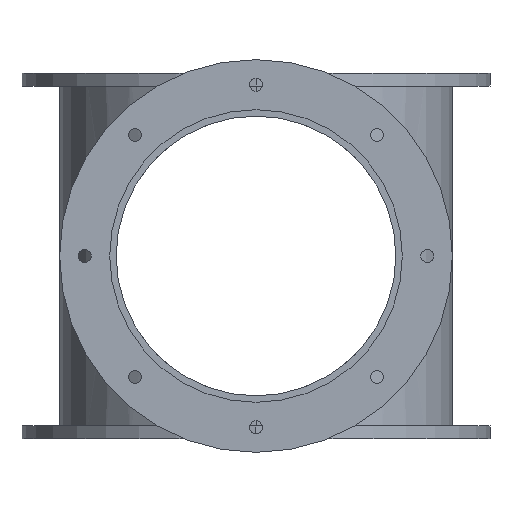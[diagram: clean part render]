
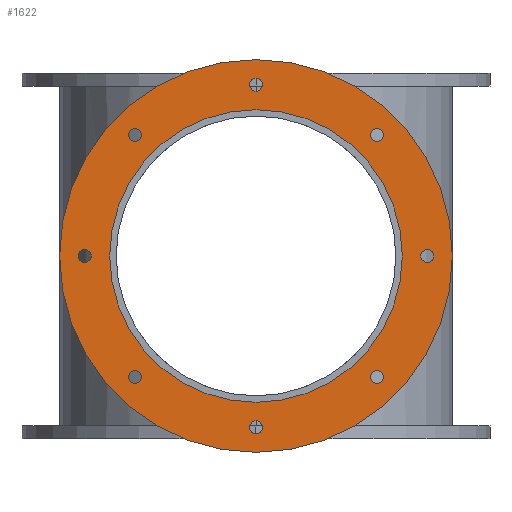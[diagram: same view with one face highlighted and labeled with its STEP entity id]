
A CAD part, left-side view. The second image highlights one B-rep face of the part: STEP entity #1622.
In plain terms, the highlighted planar face has unit normal (-1, 0, 0).
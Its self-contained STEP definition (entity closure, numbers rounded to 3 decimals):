
#1169=CARTESIAN_POINT('Axis2P3D Location',(-287.5,159.25,0.)) ;
#1173=CARTESIAN_POINT('Vertex',(-287.5,153.25,0.)) ;
#1175=CARTESIAN_POINT('Vertex',(-287.5,165.25,0.)) ;
#1204=CARTESIAN_POINT('Axis2P3D Location',(-287.5,159.25,0.)) ;
#1398=CARTESIAN_POINT('Axis2P3D Location',(-287.5,0.,0.)) ;
#1402=CARTESIAN_POINT('Vertex',(-287.5,182.5,0.)) ;
#1404=CARTESIAN_POINT('Vertex',(-287.5,-182.5,0.)) ;
#1424=CARTESIAN_POINT('Axis2P3D Location',(-287.5,0.,0.)) ;
#1445=CARTESIAN_POINT('Vertex',(-287.5,136.,0.)) ;
#1452=CARTESIAN_POINT('Vertex',(-287.5,-136.,0.)) ;
#1455=CARTESIAN_POINT('Axis2P3D Location',(-287.5,0.,0.)) ;
#1467=CARTESIAN_POINT('Axis2P3D Location',(-287.5,0.,0.)) ;
#1479=CARTESIAN_POINT('Axis2P3D Location',(-287.5,0.,0.)) ;
#1488=CARTESIAN_POINT('Axis2P3D Location',(-287.5,-112.607,-112.607)) ;
#1492=CARTESIAN_POINT('Vertex',(-287.5,-116.849,-116.849)) ;
#1494=CARTESIAN_POINT('Vertex',(-287.5,-108.364,-108.364)) ;
#1497=CARTESIAN_POINT('Axis2P3D Location',(-287.5,-112.607,-112.607)) ;
#1514=CARTESIAN_POINT('Axis2P3D Location',(-287.5,112.607,112.607)) ;
#1518=CARTESIAN_POINT('Vertex',(-287.5,116.849,116.849)) ;
#1520=CARTESIAN_POINT('Vertex',(-287.5,108.364,108.364)) ;
#1523=CARTESIAN_POINT('Axis2P3D Location',(-287.5,112.607,112.607)) ;
#1532=CARTESIAN_POINT('Axis2P3D Location',(-287.5,0.,159.25)) ;
#1536=CARTESIAN_POINT('Vertex',(-287.5,0.,165.25)) ;
#1538=CARTESIAN_POINT('Vertex',(-287.5,0.,153.25)) ;
#1541=CARTESIAN_POINT('Axis2P3D Location',(-287.5,0.,159.25)) ;
#1550=CARTESIAN_POINT('Axis2P3D Location',(-287.5,-112.607,112.607)) ;
#1554=CARTESIAN_POINT('Vertex',(-287.5,-116.849,116.849)) ;
#1556=CARTESIAN_POINT('Vertex',(-287.5,-108.364,108.364)) ;
#1559=CARTESIAN_POINT('Axis2P3D Location',(-287.5,-112.607,112.607)) ;
#1568=CARTESIAN_POINT('Axis2P3D Location',(-287.5,-159.25,0.)) ;
#1572=CARTESIAN_POINT('Vertex',(-287.5,-165.25,0.)) ;
#1574=CARTESIAN_POINT('Vertex',(-287.5,-153.25,0.)) ;
#1577=CARTESIAN_POINT('Axis2P3D Location',(-287.5,-159.25,0.)) ;
#1586=CARTESIAN_POINT('Axis2P3D Location',(-287.5,0.,-159.25)) ;
#1590=CARTESIAN_POINT('Vertex',(-287.5,0.,-165.25)) ;
#1592=CARTESIAN_POINT('Vertex',(-287.5,0.,-153.25)) ;
#1595=CARTESIAN_POINT('Axis2P3D Location',(-287.5,0.,-159.25)) ;
#1604=CARTESIAN_POINT('Axis2P3D Location',(-287.5,112.607,-112.607)) ;
#1608=CARTESIAN_POINT('Vertex',(-287.5,116.849,-116.849)) ;
#1610=CARTESIAN_POINT('Vertex',(-287.5,108.364,-108.364)) ;
#1613=CARTESIAN_POINT('Axis2P3D Location',(-287.5,112.607,-112.607)) ;
#1170=DIRECTION('Axis2P3D Direction',(1.,0.,0.)) ;
#1205=DIRECTION('Axis2P3D Direction',(1.,0.,0.)) ;
#1399=DIRECTION('Axis2P3D Direction',(1.,0.,0.)) ;
#1425=DIRECTION('Axis2P3D Direction',(1.,0.,0.)) ;
#1456=DIRECTION('Axis2P3D Direction',(1.,0.,0.)) ;
#1468=DIRECTION('Axis2P3D Direction',(1.,0.,0.)) ;
#1480=DIRECTION('Axis2P3D Direction',(1.,0.,0.)) ;
#1481=DIRECTION('Axis2P3D XDirection',(0.,1.,0.)) ;
#1489=DIRECTION('Axis2P3D Direction',(1.,0.,0.)) ;
#1498=DIRECTION('Axis2P3D Direction',(1.,0.,0.)) ;
#1515=DIRECTION('Axis2P3D Direction',(1.,0.,0.)) ;
#1524=DIRECTION('Axis2P3D Direction',(1.,0.,0.)) ;
#1533=DIRECTION('Axis2P3D Direction',(1.,0.,0.)) ;
#1542=DIRECTION('Axis2P3D Direction',(1.,0.,0.)) ;
#1551=DIRECTION('Axis2P3D Direction',(1.,0.,0.)) ;
#1560=DIRECTION('Axis2P3D Direction',(1.,0.,0.)) ;
#1569=DIRECTION('Axis2P3D Direction',(1.,0.,0.)) ;
#1578=DIRECTION('Axis2P3D Direction',(1.,0.,0.)) ;
#1587=DIRECTION('Axis2P3D Direction',(1.,0.,0.)) ;
#1596=DIRECTION('Axis2P3D Direction',(1.,0.,0.)) ;
#1605=DIRECTION('Axis2P3D Direction',(1.,0.,0.)) ;
#1614=DIRECTION('Axis2P3D Direction',(1.,0.,0.)) ;
#1171=AXIS2_PLACEMENT_3D('Circle Axis2P3D',#1169,#1170,$) ;
#1206=AXIS2_PLACEMENT_3D('Circle Axis2P3D',#1204,#1205,$) ;
#1400=AXIS2_PLACEMENT_3D('Circle Axis2P3D',#1398,#1399,$) ;
#1426=AXIS2_PLACEMENT_3D('Circle Axis2P3D',#1424,#1425,$) ;
#1457=AXIS2_PLACEMENT_3D('Circle Axis2P3D',#1455,#1456,$) ;
#1469=AXIS2_PLACEMENT_3D('Circle Axis2P3D',#1467,#1468,$) ;
#1482=AXIS2_PLACEMENT_3D('Plane Axis2P3D',#1479,#1480,#1481) ;
#1490=AXIS2_PLACEMENT_3D('Circle Axis2P3D',#1488,#1489,$) ;
#1499=AXIS2_PLACEMENT_3D('Circle Axis2P3D',#1497,#1498,$) ;
#1516=AXIS2_PLACEMENT_3D('Circle Axis2P3D',#1514,#1515,$) ;
#1525=AXIS2_PLACEMENT_3D('Circle Axis2P3D',#1523,#1524,$) ;
#1534=AXIS2_PLACEMENT_3D('Circle Axis2P3D',#1532,#1533,$) ;
#1543=AXIS2_PLACEMENT_3D('Circle Axis2P3D',#1541,#1542,$) ;
#1552=AXIS2_PLACEMENT_3D('Circle Axis2P3D',#1550,#1551,$) ;
#1561=AXIS2_PLACEMENT_3D('Circle Axis2P3D',#1559,#1560,$) ;
#1570=AXIS2_PLACEMENT_3D('Circle Axis2P3D',#1568,#1569,$) ;
#1579=AXIS2_PLACEMENT_3D('Circle Axis2P3D',#1577,#1578,$) ;
#1588=AXIS2_PLACEMENT_3D('Circle Axis2P3D',#1586,#1587,$) ;
#1597=AXIS2_PLACEMENT_3D('Circle Axis2P3D',#1595,#1596,$) ;
#1606=AXIS2_PLACEMENT_3D('Circle Axis2P3D',#1604,#1605,$) ;
#1615=AXIS2_PLACEMENT_3D('Circle Axis2P3D',#1613,#1614,$) ;
#1485=ORIENTED_EDGE('',*,*,#1428,.F.) ;
#1486=ORIENTED_EDGE('',*,*,#1406,.F.) ;
#1503=ORIENTED_EDGE('',*,*,#1496,.T.) ;
#1504=ORIENTED_EDGE('',*,*,#1501,.T.) ;
#1507=ORIENTED_EDGE('',*,*,#1177,.T.) ;
#1508=ORIENTED_EDGE('',*,*,#1208,.T.) ;
#1511=ORIENTED_EDGE('',*,*,#1459,.T.) ;
#1512=ORIENTED_EDGE('',*,*,#1471,.T.) ;
#1529=ORIENTED_EDGE('',*,*,#1522,.T.) ;
#1530=ORIENTED_EDGE('',*,*,#1527,.T.) ;
#1547=ORIENTED_EDGE('',*,*,#1540,.T.) ;
#1548=ORIENTED_EDGE('',*,*,#1545,.T.) ;
#1565=ORIENTED_EDGE('',*,*,#1558,.T.) ;
#1566=ORIENTED_EDGE('',*,*,#1563,.T.) ;
#1583=ORIENTED_EDGE('',*,*,#1576,.T.) ;
#1584=ORIENTED_EDGE('',*,*,#1581,.T.) ;
#1601=ORIENTED_EDGE('',*,*,#1594,.T.) ;
#1602=ORIENTED_EDGE('',*,*,#1599,.T.) ;
#1619=ORIENTED_EDGE('',*,*,#1612,.T.) ;
#1620=ORIENTED_EDGE('',*,*,#1617,.T.) ;
#1505=FACE_BOUND('',#1502,.T.) ;
#1509=FACE_BOUND('',#1506,.T.) ;
#1513=FACE_BOUND('',#1510,.T.) ;
#1531=FACE_BOUND('',#1528,.T.) ;
#1549=FACE_BOUND('',#1546,.T.) ;
#1567=FACE_BOUND('',#1564,.T.) ;
#1585=FACE_BOUND('',#1582,.T.) ;
#1603=FACE_BOUND('',#1600,.T.) ;
#1621=FACE_BOUND('',#1618,.T.) ;
#1622=ADVANCED_FACE('Body.2',(#1487,#1505,#1509,#1513,#1531,#1549,#1567,#1585,#1603,#1621),#1483,.F.) ;
#1172=CIRCLE('generated circle',#1171,6.) ;
#1207=CIRCLE('generated circle',#1206,6.) ;
#1401=CIRCLE('generated circle',#1400,182.5) ;
#1427=CIRCLE('generated circle',#1426,182.5) ;
#1458=CIRCLE('generated circle',#1457,136.) ;
#1470=CIRCLE('generated circle',#1469,136.) ;
#1491=CIRCLE('generated circle',#1490,6.) ;
#1500=CIRCLE('generated circle',#1499,6.) ;
#1517=CIRCLE('generated circle',#1516,6.) ;
#1526=CIRCLE('generated circle',#1525,6.) ;
#1535=CIRCLE('generated circle',#1534,6.) ;
#1544=CIRCLE('generated circle',#1543,6.) ;
#1553=CIRCLE('generated circle',#1552,6.) ;
#1562=CIRCLE('generated circle',#1561,6.) ;
#1571=CIRCLE('generated circle',#1570,6.) ;
#1580=CIRCLE('generated circle',#1579,6.) ;
#1589=CIRCLE('generated circle',#1588,6.) ;
#1598=CIRCLE('generated circle',#1597,6.) ;
#1607=CIRCLE('generated circle',#1606,6.) ;
#1616=CIRCLE('generated circle',#1615,6.) ;
#1177=EDGE_CURVE('',#1174,#1176,#1172,.T.) ;
#1208=EDGE_CURVE('',#1176,#1174,#1207,.T.) ;
#1406=EDGE_CURVE('',#1403,#1405,#1401,.T.) ;
#1428=EDGE_CURVE('',#1405,#1403,#1427,.T.) ;
#1459=EDGE_CURVE('',#1446,#1453,#1458,.T.) ;
#1471=EDGE_CURVE('',#1453,#1446,#1470,.T.) ;
#1496=EDGE_CURVE('',#1493,#1495,#1491,.T.) ;
#1501=EDGE_CURVE('',#1495,#1493,#1500,.T.) ;
#1522=EDGE_CURVE('',#1519,#1521,#1517,.T.) ;
#1527=EDGE_CURVE('',#1521,#1519,#1526,.T.) ;
#1540=EDGE_CURVE('',#1537,#1539,#1535,.T.) ;
#1545=EDGE_CURVE('',#1539,#1537,#1544,.T.) ;
#1558=EDGE_CURVE('',#1555,#1557,#1553,.T.) ;
#1563=EDGE_CURVE('',#1557,#1555,#1562,.T.) ;
#1576=EDGE_CURVE('',#1573,#1575,#1571,.T.) ;
#1581=EDGE_CURVE('',#1575,#1573,#1580,.T.) ;
#1594=EDGE_CURVE('',#1591,#1593,#1589,.T.) ;
#1599=EDGE_CURVE('',#1593,#1591,#1598,.T.) ;
#1612=EDGE_CURVE('',#1609,#1611,#1607,.T.) ;
#1617=EDGE_CURVE('',#1611,#1609,#1616,.T.) ;
#1484=EDGE_LOOP('',(#1485,#1486)) ;
#1502=EDGE_LOOP('',(#1503,#1504)) ;
#1506=EDGE_LOOP('',(#1507,#1508)) ;
#1510=EDGE_LOOP('',(#1511,#1512)) ;
#1528=EDGE_LOOP('',(#1529,#1530)) ;
#1546=EDGE_LOOP('',(#1547,#1548)) ;
#1564=EDGE_LOOP('',(#1565,#1566)) ;
#1582=EDGE_LOOP('',(#1583,#1584)) ;
#1600=EDGE_LOOP('',(#1601,#1602)) ;
#1618=EDGE_LOOP('',(#1619,#1620)) ;
#1487=FACE_OUTER_BOUND('',#1484,.T.) ;
#1483=PLANE('',#1482) ;
#1174=VERTEX_POINT('',#1173) ;
#1176=VERTEX_POINT('',#1175) ;
#1403=VERTEX_POINT('',#1402) ;
#1405=VERTEX_POINT('',#1404) ;
#1446=VERTEX_POINT('',#1445) ;
#1453=VERTEX_POINT('',#1452) ;
#1493=VERTEX_POINT('',#1492) ;
#1495=VERTEX_POINT('',#1494) ;
#1519=VERTEX_POINT('',#1518) ;
#1521=VERTEX_POINT('',#1520) ;
#1537=VERTEX_POINT('',#1536) ;
#1539=VERTEX_POINT('',#1538) ;
#1555=VERTEX_POINT('',#1554) ;
#1557=VERTEX_POINT('',#1556) ;
#1573=VERTEX_POINT('',#1572) ;
#1575=VERTEX_POINT('',#1574) ;
#1591=VERTEX_POINT('',#1590) ;
#1593=VERTEX_POINT('',#1592) ;
#1609=VERTEX_POINT('',#1608) ;
#1611=VERTEX_POINT('',#1610) ;
